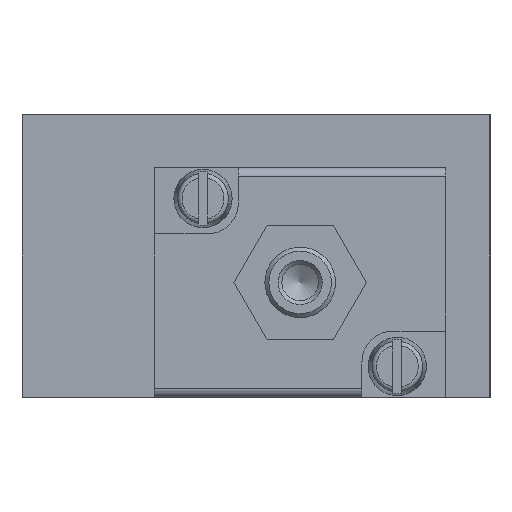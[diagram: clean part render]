
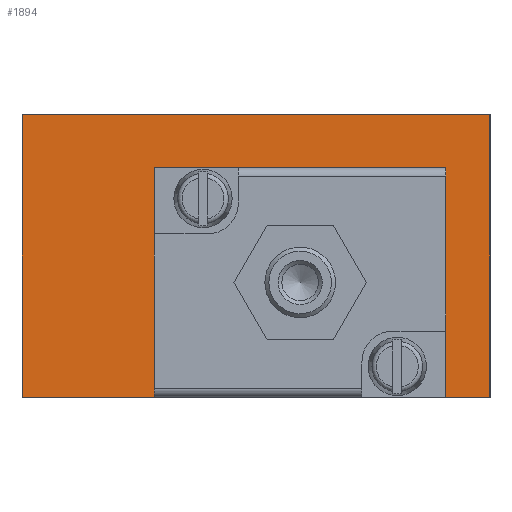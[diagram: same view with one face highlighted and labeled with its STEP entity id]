
A CAD part, left-side view. The second image highlights one B-rep face of the part: STEP entity #1894.
In plain terms, the highlighted planar face has unit normal (-1, 0, 0).
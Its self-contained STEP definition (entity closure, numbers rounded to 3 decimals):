
#359=ORIENTED_EDGE('',*,*,#845,.F.);
#360=ORIENTED_EDGE('',*,*,#769,.F.);
#361=ORIENTED_EDGE('',*,*,#846,.T.);
#362=ORIENTED_EDGE('',*,*,#774,.T.);
#363=ORIENTED_EDGE('',*,*,#823,.T.);
#364=ORIENTED_EDGE('',*,*,#847,.F.);
#365=ORIENTED_EDGE('',*,*,#778,.F.);
#366=ORIENTED_EDGE('',*,*,#843,.T.);
#769=EDGE_CURVE('',#1012,#1013,#1172,.T.);
#774=EDGE_CURVE('',#1016,#1015,#1175,.T.);
#778=EDGE_CURVE('',#1019,#1020,#1178,.T.);
#823=EDGE_CURVE('',#1065,#1064,#1208,.T.);
#843=EDGE_CURVE('',#1019,#1065,#1220,.T.);
#845=EDGE_CURVE('',#1013,#1015,#1222,.T.);
#846=EDGE_CURVE('',#1012,#1016,#1223,.T.);
#847=EDGE_CURVE('',#1020,#1064,#1224,.T.);
#1012=VERTEX_POINT('',#2984);
#1013=VERTEX_POINT('',#2986);
#1015=VERTEX_POINT('',#2993);
#1016=VERTEX_POINT('',#2995);
#1019=VERTEX_POINT('',#3002);
#1020=VERTEX_POINT('',#3004);
#1064=VERTEX_POINT('',#3097);
#1065=VERTEX_POINT('',#3099);
#1172=LINE('',#2985,#1326);
#1175=LINE('',#2994,#1329);
#1178=LINE('',#3003,#1332);
#1208=LINE('',#3098,#1362);
#1220=LINE('',#3134,#1374);
#1222=LINE('',#3137,#1376);
#1223=LINE('',#3138,#1377);
#1224=LINE('',#3139,#1378);
#1326=VECTOR('',#2329,1000.);
#1329=VECTOR('',#2338,1000.);
#1332=VECTOR('',#2345,1000.);
#1362=VECTOR('',#2415,1000.);
#1374=VECTOR('',#2449,1000.);
#1376=VECTOR('',#2453,1000.);
#1377=VECTOR('',#2454,1000.);
#1378=VECTOR('',#2455,1000.);
#1493=EDGE_LOOP('',(#359,#360,#361,#362));
#1494=EDGE_LOOP('',(#363,#364,#365,#366));
#1669=FACE_BOUND('',#1493,.T.);
#1670=FACE_BOUND('',#1494,.T.);
#1816=PLANE('',#2079);
#1894=ADVANCED_FACE('',(#1669,#1670),#1816,.F.);
#2079=AXIS2_PLACEMENT_3D('',#3136,#2451,#2452);
#2329=DIRECTION('',(0.,0.,-1.));
#2338=DIRECTION('',(0.,0.,-1.));
#2345=DIRECTION('',(0.,0.,1.));
#2415=DIRECTION('',(0.,0.,1.));
#2449=DIRECTION('',(0.,-1.,0.));
#2451=DIRECTION('',(1.,0.,0.));
#2452=DIRECTION('',(0.,0.,-1.));
#2453=DIRECTION('',(0.,-1.,0.));
#2454=DIRECTION('',(0.,-1.,0.));
#2455=DIRECTION('',(0.,-1.,0.));
#2984=CARTESIAN_POINT('',(-53.5,38.,9.));
#2985=CARTESIAN_POINT('',(-53.5,38.,9.));
#2986=CARTESIAN_POINT('',(-53.5,38.,-15.));
#2993=CARTESIAN_POINT('',(-53.5,5.,-15.));
#2994=CARTESIAN_POINT('',(-53.5,5.,9.));
#2995=CARTESIAN_POINT('',(-53.5,5.,9.));
#3002=CARTESIAN_POINT('',(-53.5,53.,-16.));
#3003=CARTESIAN_POINT('',(-53.5,53.,-16.));
#3004=CARTESIAN_POINT('',(-53.5,53.,16.));
#3097=CARTESIAN_POINT('',(-53.5,0.,16.));
#3098=CARTESIAN_POINT('',(-53.5,0.,-16.));
#3099=CARTESIAN_POINT('',(-53.5,0.,-16.));
#3134=CARTESIAN_POINT('',(-53.5,53.,-16.));
#3136=CARTESIAN_POINT('',(-53.5,53.,-16.));
#3137=CARTESIAN_POINT('',(-53.5,38.,-15.));
#3138=CARTESIAN_POINT('',(-53.5,38.,9.));
#3139=CARTESIAN_POINT('',(-53.5,53.,16.));
